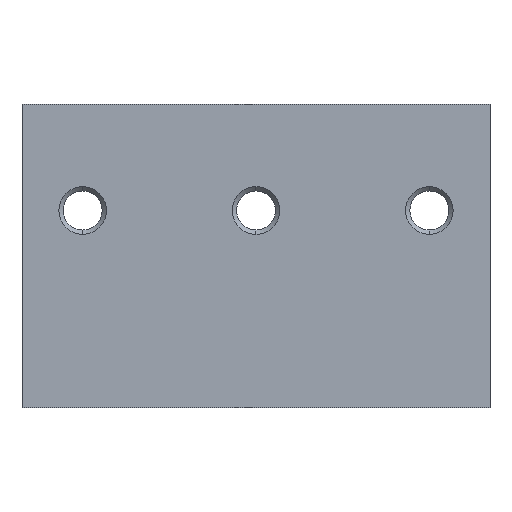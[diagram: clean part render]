
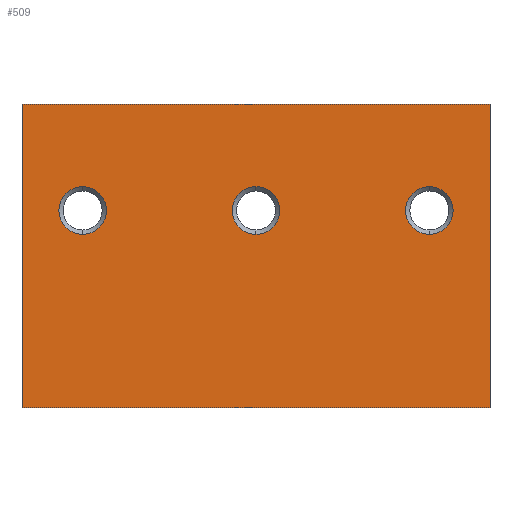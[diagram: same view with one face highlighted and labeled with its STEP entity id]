
A CAD part, front view. The second image highlights one B-rep face of the part: STEP entity #509.
In plain terms, the highlighted planar face has unit normal (0, -1, 0).
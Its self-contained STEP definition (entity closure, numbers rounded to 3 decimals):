
#65 = ORIENTED_EDGE ( 'NONE', *, *, #1544, .F. ) ;
#66 = VECTOR ( 'NONE', #145, 1000. ) ;
#119 = CARTESIAN_POINT ( 'NONE',  ( -27., 0., 17.5 ) ) ;
#125 = PLANE ( 'NONE',  #1742 ) ;
#143 = EDGE_CURVE ( 'NONE', #669, #1538, #1583, .T. ) ;
#145 = DIRECTION ( 'NONE',  ( 0., 0., -1. ) ) ;
#146 = CARTESIAN_POINT ( 'NONE',  ( -27., 0., -17.5 ) ) ;
#167 = DIRECTION ( 'NONE',  ( 0., 1., 0. ) ) ;
#176 = CARTESIAN_POINT ( 'NONE',  ( 27., 0., 17.5 ) ) ;
#204 = DIRECTION ( 'NONE',  ( 0., 1., 0. ) ) ;
#209 = FACE_BOUND ( 'NONE', #797, .T. ) ;
#214 = VERTEX_POINT ( 'NONE', #361 ) ;
#221 = DIRECTION ( 'NONE',  ( 0., 0., -1. ) ) ;
#232 = CARTESIAN_POINT ( 'NONE',  ( -20., 0., 8. ) ) ;
#272 = DIRECTION ( 'NONE',  ( 0., 1., 0. ) ) ;
#274 = DIRECTION ( 'NONE',  ( 0., 1., 0. ) ) ;
#284 = VERTEX_POINT ( 'NONE', #1613 ) ;
#306 = VERTEX_POINT ( 'NONE', #232 ) ;
#325 = ORIENTED_EDGE ( 'NONE', *, *, #966, .T. ) ;
#346 = DIRECTION ( 'NONE',  ( 0., 0., 1. ) ) ;
#361 = CARTESIAN_POINT ( 'NONE',  ( 0., 0., 2.5 ) ) ;
#364 = DIRECTION ( 'NONE',  ( 0., 0., 1. ) ) ;
#384 = EDGE_LOOP ( 'NONE', ( #1137, #549 ) ) ;
#388 = CARTESIAN_POINT ( 'NONE',  ( 0., 0., 5.25 ) ) ;
#416 = CARTESIAN_POINT ( 'NONE',  ( 27., 0., -17.5 ) ) ;
#424 = CARTESIAN_POINT ( 'NONE',  ( -20., 0., 2.5 ) ) ;
#438 = VERTEX_POINT ( 'NONE', #769 ) ;
#458 = CARTESIAN_POINT ( 'NONE',  ( 20., 0., 5.25 ) ) ;
#467 = VECTOR ( 'NONE', #221, 1000. ) ;
#474 = DIRECTION ( 'NONE',  ( 0., 1., 0. ) ) ;
#475 = AXIS2_PLACEMENT_3D ( 'NONE', #1568, #1364, #1323 ) ;
#478 = VECTOR ( 'NONE', #1561, 1000. ) ;
#488 = EDGE_CURVE ( 'NONE', #1181, #1121, #996, .T. ) ;
#495 = CIRCLE ( 'NONE', #971, 2.75 ) ;
#509 = ADVANCED_FACE ( 'NONE', ( #1367, #888, #209, #1343 ), #125, .F. ) ;
#549 = ORIENTED_EDGE ( 'NONE', *, *, #488, .T. ) ;
#586 = CIRCLE ( 'NONE', #1006, 2.75 ) ;
#605 = ORIENTED_EDGE ( 'NONE', *, *, #972, .T. ) ;
#662 = EDGE_CURVE ( 'NONE', #284, #214, #495, .T. ) ;
#669 = VERTEX_POINT ( 'NONE', #1338 ) ;
#695 = CARTESIAN_POINT ( 'NONE',  ( 20., 0., 2.5 ) ) ;
#715 = CARTESIAN_POINT ( 'NONE',  ( -20., 0., 5.25 ) ) ;
#728 = EDGE_CURVE ( 'NONE', #214, #284, #1046, .T. ) ;
#746 = AXIS2_PLACEMENT_3D ( 'NONE', #458, #204, #845 ) ;
#769 = CARTESIAN_POINT ( 'NONE',  ( 27., 0., 17.5 ) ) ;
#797 = EDGE_LOOP ( 'NONE', ( #325, #605 ) ) ;
#804 = DIRECTION ( 'NONE',  ( 0., 0., 1. ) ) ;
#819 = VERTEX_POINT ( 'NONE', #1168 ) ;
#845 = DIRECTION ( 'NONE',  ( 0., 0., 1. ) ) ;
#879 = CARTESIAN_POINT ( 'NONE',  ( 0., 0., 5.25 ) ) ;
#888 = FACE_BOUND ( 'NONE', #384, .T. ) ;
#945 = ORIENTED_EDGE ( 'NONE', *, *, #1211, .T. ) ;
#960 = ORIENTED_EDGE ( 'NONE', *, *, #1074, .F. ) ;
#966 = EDGE_CURVE ( 'NONE', #1709, #306, #586, .T. ) ;
#970 = LINE ( 'NONE', #1421, #467 ) ;
#971 = AXIS2_PLACEMENT_3D ( 'NONE', #388, #272, #804 ) ;
#972 = EDGE_CURVE ( 'NONE', #306, #1709, #1258, .T. ) ;
#996 = CIRCLE ( 'NONE', #1254, 2.75 ) ;
#997 = LINE ( 'NONE', #416, #1681 ) ;
#1006 = AXIS2_PLACEMENT_3D ( 'NONE', #715, #167, #1098 ) ;
#1027 = DIRECTION ( 'NONE',  ( 0., 0., 1. ) ) ;
#1046 = CIRCLE ( 'NONE', #1385, 2.75 ) ;
#1074 = EDGE_CURVE ( 'NONE', #438, #819, #970, .T. ) ;
#1092 = LINE ( 'NONE', #176, #478 ) ;
#1098 = DIRECTION ( 'NONE',  ( 0., 0., 1. ) ) ;
#1121 = VERTEX_POINT ( 'NONE', #695 ) ;
#1137 = ORIENTED_EDGE ( 'NONE', *, *, #1361, .T. ) ;
#1161 = DIRECTION ( 'NONE',  ( 0., 1., 0. ) ) ;
#1168 = CARTESIAN_POINT ( 'NONE',  ( 27., 0., -17.5 ) ) ;
#1181 = VERTEX_POINT ( 'NONE', #1422 ) ;
#1200 = EDGE_LOOP ( 'NONE', ( #1738, #65, #960, #945 ) ) ;
#1211 = EDGE_CURVE ( 'NONE', #438, #669, #1092, .T. ) ;
#1254 = AXIS2_PLACEMENT_3D ( 'NONE', #1729, #274, #364 ) ;
#1258 = CIRCLE ( 'NONE', #475, 2.75 ) ;
#1261 = ORIENTED_EDGE ( 'NONE', *, *, #662, .T. ) ;
#1323 = DIRECTION ( 'NONE',  ( 0., 0., 1. ) ) ;
#1338 = CARTESIAN_POINT ( 'NONE',  ( -27., 0., 17.5 ) ) ;
#1343 = FACE_OUTER_BOUND ( 'NONE', #1200, .T. ) ;
#1347 = CIRCLE ( 'NONE', #746, 2.75 ) ;
#1358 = CARTESIAN_POINT ( 'NONE',  ( 27., 0., 17.5 ) ) ;
#1361 = EDGE_CURVE ( 'NONE', #1121, #1181, #1347, .T. ) ;
#1364 = DIRECTION ( 'NONE',  ( 0., 1., 0. ) ) ;
#1367 = FACE_BOUND ( 'NONE', #1604, .T. ) ;
#1385 = AXIS2_PLACEMENT_3D ( 'NONE', #879, #1161, #1027 ) ;
#1421 = CARTESIAN_POINT ( 'NONE',  ( 27., 0., 17.5 ) ) ;
#1422 = CARTESIAN_POINT ( 'NONE',  ( 20., 0., 8. ) ) ;
#1538 = VERTEX_POINT ( 'NONE', #146 ) ;
#1544 = EDGE_CURVE ( 'NONE', #819, #1538, #997, .T. ) ;
#1561 = DIRECTION ( 'NONE',  ( -1., 0., 0. ) ) ;
#1568 = CARTESIAN_POINT ( 'NONE',  ( -20., 0., 5.25 ) ) ;
#1583 = LINE ( 'NONE', #119, #66 ) ;
#1604 = EDGE_LOOP ( 'NONE', ( #1708, #1261 ) ) ;
#1613 = CARTESIAN_POINT ( 'NONE',  ( 0., 0., 8. ) ) ;
#1621 = DIRECTION ( 'NONE',  ( -1., 0., 0. ) ) ;
#1681 = VECTOR ( 'NONE', #1621, 1000. ) ;
#1708 = ORIENTED_EDGE ( 'NONE', *, *, #728, .T. ) ;
#1709 = VERTEX_POINT ( 'NONE', #424 ) ;
#1729 = CARTESIAN_POINT ( 'NONE',  ( 20., 0., 5.25 ) ) ;
#1738 = ORIENTED_EDGE ( 'NONE', *, *, #143, .T. ) ;
#1742 = AXIS2_PLACEMENT_3D ( 'NONE', #1358, #474, #346 ) ;
